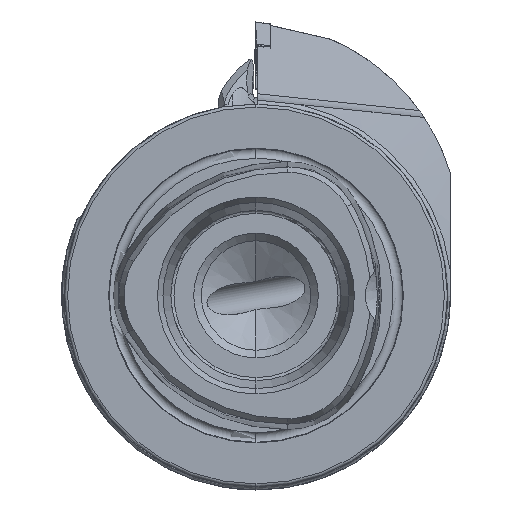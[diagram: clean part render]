
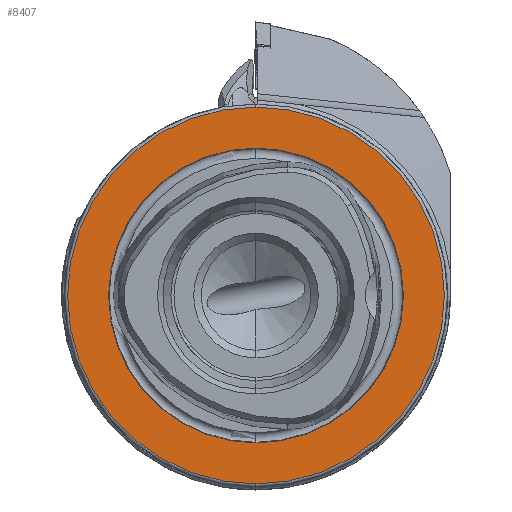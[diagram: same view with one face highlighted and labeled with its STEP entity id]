
A CAD part, left-side view. The second image highlights one B-rep face of the part: STEP entity #8407.
In plain terms, the highlighted planar face has unit normal (-1, 0, 0).
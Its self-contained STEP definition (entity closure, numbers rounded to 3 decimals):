
#9 = EDGE_CURVE ( 'NONE', #11171, #12501, #18609, .T. ) ;
#207 = EDGE_LOOP ( 'NONE', ( #8186, #1692 ) ) ;
#273 = DIRECTION ( 'NONE',  ( 0., 0., 1. ) ) ;
#1340 = AXIS2_PLACEMENT_3D ( 'NONE', #14889, #4408, #273 ) ;
#1692 = ORIENTED_EDGE ( 'NONE', *, *, #3541, .T. ) ;
#2031 = DIRECTION ( 'NONE',  ( -1., 0., 0. ) ) ;
#2427 = EDGE_CURVE ( 'NONE', #11037, #3828, #3197, .T. ) ;
#2540 = PLANE ( 'NONE',  #12253 ) ;
#2829 = CIRCLE ( 'NONE', #14511, 31. ) ;
#3117 = CARTESIAN_POINT ( 'NONE',  ( 0., 24.25, 0. ) ) ;
#3143 = EDGE_CURVE ( 'NONE', #12501, #11171, #12103, .T. ) ;
#3197 = CIRCLE ( 'NONE', #10877, 31. ) ;
#3380 = CARTESIAN_POINT ( 'NONE',  ( 0., 0., 24.25 ) ) ;
#3541 = EDGE_CURVE ( 'NONE', #3828, #11037, #2829, .T. ) ;
#3828 = VERTEX_POINT ( 'NONE', #16132 ) ;
#4231 = ORIENTED_EDGE ( 'NONE', *, *, #9, .F. ) ;
#4408 = DIRECTION ( 'NONE',  ( -1., 0., 0. ) ) ;
#6260 = CARTESIAN_POINT ( 'NONE',  ( 0., 0., -24.25 ) ) ;
#8186 = ORIENTED_EDGE ( 'NONE', *, *, #2427, .T. ) ;
#8407 = ADVANCED_FACE ( 'NONE', ( #10242, #15728 ), #2540, .F. ) ;
#10242 = FACE_BOUND ( 'NONE', #16066, .T. ) ;
#10325 = AXIS2_PLACEMENT_3D ( 'NONE', #14922, #17898, #16457 ) ;
#10877 = AXIS2_PLACEMENT_3D ( 'NONE', #17341, #11384, #14559 ) ;
#11037 = VERTEX_POINT ( 'NONE', #11651 ) ;
#11171 = VERTEX_POINT ( 'NONE', #6260 ) ;
#11384 = DIRECTION ( 'NONE',  ( -1., 0., 0. ) ) ;
#11651 = CARTESIAN_POINT ( 'NONE',  ( 0., 0., 31. ) ) ;
#12058 = DIRECTION ( 'NONE',  ( 1., 0., 0. ) ) ;
#12103 = CIRCLE ( 'NONE', #1340, 24.25 ) ;
#12253 = AXIS2_PLACEMENT_3D ( 'NONE', #3117, #12058, #17823 ) ;
#12343 = ORIENTED_EDGE ( 'NONE', *, *, #3143, .F. ) ;
#12501 = VERTEX_POINT ( 'NONE', #3380 ) ;
#14511 = AXIS2_PLACEMENT_3D ( 'NONE', #16756, #2031, #15508 ) ;
#14559 = DIRECTION ( 'NONE',  ( 0., 0., 1. ) ) ;
#14889 = CARTESIAN_POINT ( 'NONE',  ( 0., 0., 0. ) ) ;
#14922 = CARTESIAN_POINT ( 'NONE',  ( 0., 0., 0. ) ) ;
#15508 = DIRECTION ( 'NONE',  ( 0., 0., 1. ) ) ;
#15728 = FACE_OUTER_BOUND ( 'NONE', #207, .T. ) ;
#16066 = EDGE_LOOP ( 'NONE', ( #12343, #4231 ) ) ;
#16132 = CARTESIAN_POINT ( 'NONE',  ( 0., 0., -31. ) ) ;
#16457 = DIRECTION ( 'NONE',  ( 0., 0., 1. ) ) ;
#16756 = CARTESIAN_POINT ( 'NONE',  ( 0., 0., 0. ) ) ;
#17341 = CARTESIAN_POINT ( 'NONE',  ( 0., 0., 0. ) ) ;
#17823 = DIRECTION ( 'NONE',  ( 0., 0., -1. ) ) ;
#17898 = DIRECTION ( 'NONE',  ( -1., 0., 0. ) ) ;
#18609 = CIRCLE ( 'NONE', #10325, 24.25 ) ;
